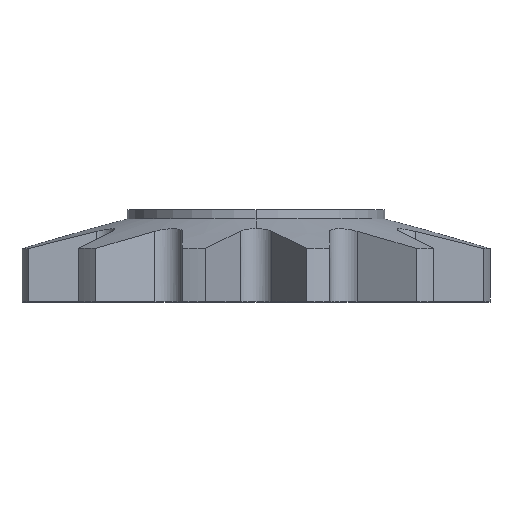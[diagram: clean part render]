
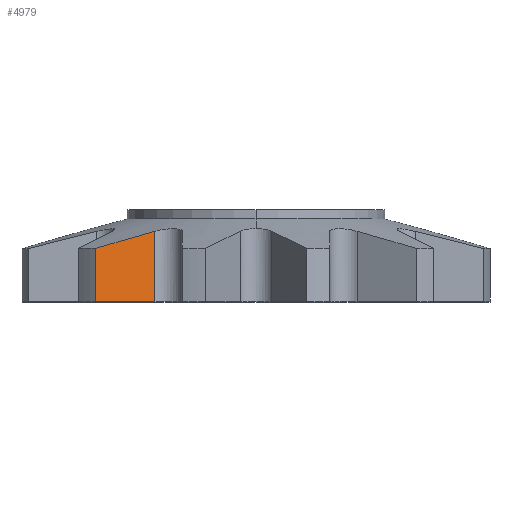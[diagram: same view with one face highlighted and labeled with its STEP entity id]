
A CAD part, top view. The second image highlights one B-rep face of the part: STEP entity #4979.
In plain terms, the highlighted planar face has unit normal (0.5, 0, 0.866).
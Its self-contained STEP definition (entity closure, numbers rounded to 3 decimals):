
#530 = DIRECTION ( 'NONE',  ( -0.866, 0., 0.5 ) ) ;
#683 = EDGE_CURVE ( 'NONE', #5393, #4504, #5205, .T. ) ;
#788 = VECTOR ( 'NONE', #530, 1000. ) ;
#809 = DIRECTION ( 'NONE',  ( 0., 1., 0. ) ) ;
#845 = CARTESIAN_POINT ( 'NONE',  ( -17.424, 5.785, 19.298 ) ) ;
#1023 = EDGE_LOOP ( 'NONE', ( #5282, #1725, #2108, #2794 ) ) ;
#1060 = PLANE ( 'NONE',  #3507 ) ;
#1265 = VECTOR ( 'NONE', #2321, 1000. ) ;
#1348 = CARTESIAN_POINT ( 'NONE',  ( 4., 0., 6.928 ) ) ;
#1679 = CARTESIAN_POINT ( 'NONE',  ( -13.145, 7.037, 16.827 ) ) ;
#1725 = ORIENTED_EDGE ( 'NONE', *, *, #2030, .T. ) ;
#1788 = VERTEX_POINT ( 'NONE', #3260 ) ;
#1791 = B_SPLINE_CURVE_WITH_KNOTS ( 'NONE', 3,
 ( #5045, #1679, #2070, #845 ),
 .UNSPECIFIED., .F., .F.,
 ( 4, 4 ),
 ( 0., 0.008 ),
 .UNSPECIFIED. ) ;
#2030 = EDGE_CURVE ( 'NONE', #4504, #1788, #1791, .T. ) ;
#2070 = CARTESIAN_POINT ( 'NONE',  ( -15.285, 6.414, 18.063 ) ) ;
#2108 = ORIENTED_EDGE ( 'NONE', *, *, #2334, .F. ) ;
#2321 = DIRECTION ( 'NONE',  ( 0., 1., 0. ) ) ;
#2334 = EDGE_CURVE ( 'NONE', #2426, #1788, #3999, .T. ) ;
#2426 = VERTEX_POINT ( 'NONE', #4428 ) ;
#2794 = ORIENTED_EDGE ( 'NONE', *, *, #4809, .F. ) ;
#3260 = CARTESIAN_POINT ( 'NONE',  ( -17.424, 5.785, 19.298 ) ) ;
#3378 = CARTESIAN_POINT ( 'NONE',  ( -11., 0., 15.588 ) ) ;
#3507 = AXIS2_PLACEMENT_3D ( 'NONE', #4723, #3923, #3940 ) ;
#3923 = DIRECTION ( 'NONE',  ( -0.5, 0., -0.866 ) ) ;
#3940 = DIRECTION ( 'NONE',  ( -0.866, 0., 0.5 ) ) ;
#3999 = LINE ( 'NONE', #4808, #1265 ) ;
#4362 = VECTOR ( 'NONE', #809, 1000. ) ;
#4428 = CARTESIAN_POINT ( 'NONE',  ( -17.424, 0., 19.298 ) ) ;
#4504 = VERTEX_POINT ( 'NONE', #5289 ) ;
#4723 = CARTESIAN_POINT ( 'NONE',  ( 4., 0., 6.928 ) ) ;
#4808 = CARTESIAN_POINT ( 'NONE',  ( -17.424, 0., 19.298 ) ) ;
#4809 = EDGE_CURVE ( 'NONE', #5393, #2426, #5220, .T. ) ;
#4898 = FACE_OUTER_BOUND ( 'NONE', #1023, .T. ) ;
#4979 = ADVANCED_FACE ( 'NONE', ( #4898 ), #1060, .F. ) ;
#5045 = CARTESIAN_POINT ( 'NONE',  ( -11., 7.639, 15.588 ) ) ;
#5205 = LINE ( 'NONE', #5366, #4362 ) ;
#5220 = LINE ( 'NONE', #1348, #788 ) ;
#5282 = ORIENTED_EDGE ( 'NONE', *, *, #683, .T. ) ;
#5289 = CARTESIAN_POINT ( 'NONE',  ( -11., 7.639, 15.588 ) ) ;
#5366 = CARTESIAN_POINT ( 'NONE',  ( -11., 0., 15.588 ) ) ;
#5393 = VERTEX_POINT ( 'NONE', #3378 ) ;
